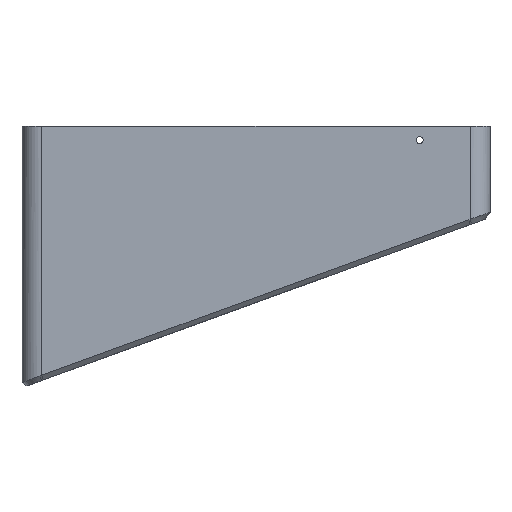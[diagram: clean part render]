
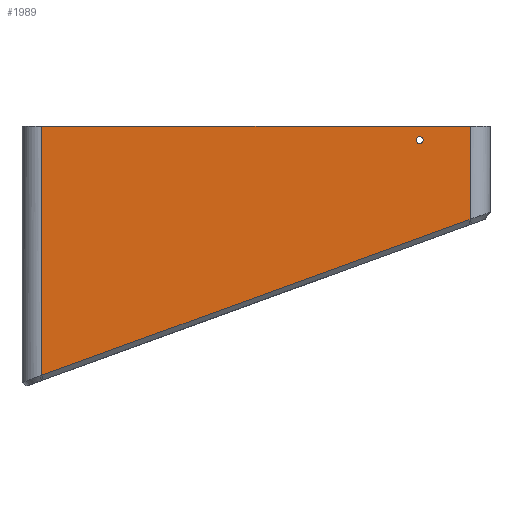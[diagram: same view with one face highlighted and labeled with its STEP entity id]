
A CAD part, left-side view. The second image highlights one B-rep face of the part: STEP entity #1989.
In plain terms, the highlighted planar face has unit normal (-1, 0, 0).
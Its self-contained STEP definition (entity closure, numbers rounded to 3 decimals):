
#56=CIRCLE('',#2087,0.7);
#158=FACE_BOUND('',#460,.T.);
#223=PLANE('',#2189);
#332=FACE_OUTER_BOUND('',#459,.T.);
#459=EDGE_LOOP('',(#1866,#1867,#1868,#1869,#1870));
#460=EDGE_LOOP('',(#1871));
#478=B_SPLINE_CURVE_WITH_KNOTS('',3,(#3181,#3182,#3183,#3184),
 .UNSPECIFIED.,.F.,.F.,(4,4),(1.485,1.571),
 .UNSPECIFIED.);
#503=LINE('',#3164,#681);
#518=LINE('',#3249,#696);
#579=LINE('',#3410,#757);
#659=LINE('',#3702,#837);
#681=VECTOR('',#2242,10.);
#696=VECTOR('',#2277,10.);
#757=VECTOR('',#2434,10.);
#837=VECTOR('',#2738,10.);
#870=VERTEX_POINT('',#3131);
#871=VERTEX_POINT('',#3160);
#872=VERTEX_POINT('',#3162);
#892=VERTEX_POINT('',#3248);
#944=VERTEX_POINT('',#3408);
#951=VERTEX_POINT('',#3433);
#1063=EDGE_CURVE('',#872,#871,#503,.T.);
#1064=EDGE_CURVE('',#870,#872,#478,.T.);
#1087=EDGE_CURVE('',#871,#892,#518,.T.);
#1168=EDGE_CURVE('',#870,#944,#579,.T.);
#1179=EDGE_CURVE('',#951,#951,#56,.T.);
#1301=EDGE_CURVE('',#892,#944,#659,.T.);
#1866=ORIENTED_EDGE('',*,*,#1064,.F.);
#1867=ORIENTED_EDGE('',*,*,#1168,.T.);
#1868=ORIENTED_EDGE('',*,*,#1301,.F.);
#1869=ORIENTED_EDGE('',*,*,#1087,.F.);
#1870=ORIENTED_EDGE('',*,*,#1063,.F.);
#1871=ORIENTED_EDGE('',*,*,#1179,.T.);
#1989=ADVANCED_FACE('',(#332,#158),#223,.T.);
#2087=AXIS2_PLACEMENT_3D('',#3434,#2462,#2463);
#2189=AXIS2_PLACEMENT_3D('',#3704,#2741,#2742);
#2242=DIRECTION('',(0.,0.94,-0.342));
#2277=DIRECTION('',(0.,0.,1.));
#2434=DIRECTION('',(0.,0.,1.));
#2462=DIRECTION('center_axis',(1.,0.,0.));
#2463=DIRECTION('ref_axis',(0.,-1.,0.));
#2738=DIRECTION('',(0.,-1.,0.));
#2741=DIRECTION('center_axis',(-1.,0.,0.));
#2742=DIRECTION('ref_axis',(0.,-1.,0.));
#3131=CARTESIAN_POINT('',(-53.72,4.,-18.936));
#3160=CARTESIAN_POINT('',(-53.72,91.05,-50.619));
#3162=CARTESIAN_POINT('',(-53.72,4.342,-19.06));
#3164=CARTESIAN_POINT('',(-53.72,88.301,-49.619));
#3181=CARTESIAN_POINT('Ctrl Pts',(-53.72,4.,-18.936));
#3182=CARTESIAN_POINT('Ctrl Pts',(-53.72,4.115,-18.977));
#3183=CARTESIAN_POINT('Ctrl Pts',(-53.72,4.228,-19.019));
#3184=CARTESIAN_POINT('Ctrl Pts',(-53.72,4.342,-19.06));
#3248=CARTESIAN_POINT('',(-53.72,91.05,0.));
#3249=CARTESIAN_POINT('',(-53.72,91.05,-20.));
#3408=CARTESIAN_POINT('',(-53.72,4.,0.));
#3410=CARTESIAN_POINT('',(-53.72,4.,-20.));
#3433=CARTESIAN_POINT('',(-53.72,14.986,-2.873));
#3434=CARTESIAN_POINT('Origin',(-53.72,14.286,-2.873));
#3702=CARTESIAN_POINT('',(-53.72,69.288,0.));
#3704=CARTESIAN_POINT('Origin',(-53.72,91.05,-20.));
